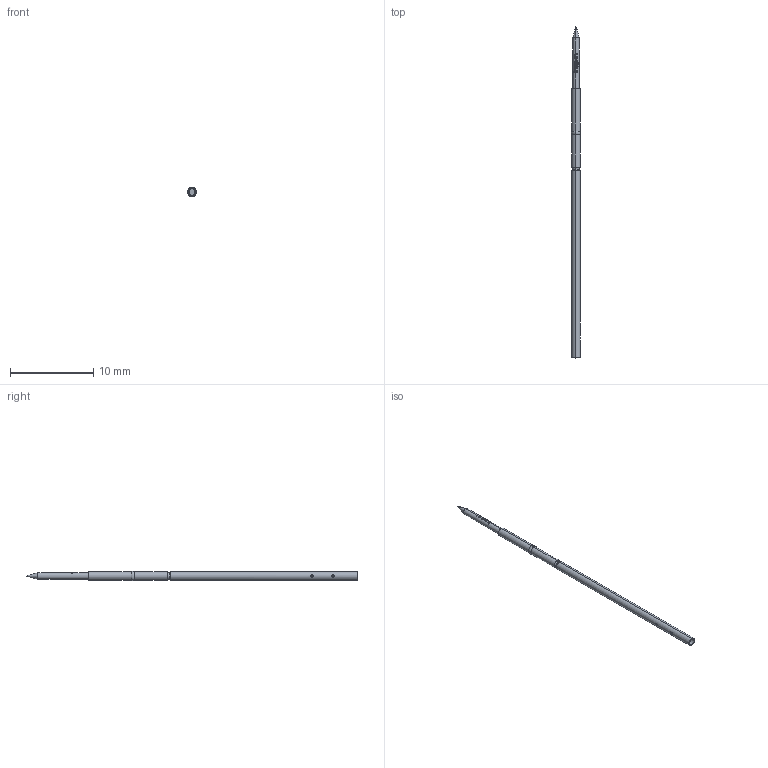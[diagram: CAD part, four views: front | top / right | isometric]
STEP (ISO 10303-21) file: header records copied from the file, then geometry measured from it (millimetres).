
FILE_DESCRIPTION (( 'STEP AP203' ), '1' );
FILE_NAME ('INGUN_GKS-181_351_080_A_xx05.STEP', '2022-01-26T13:23:19', ( 'ochi' ), ( '' ), 'SwSTEP 2.0', 'SolidWorks 2018', '' );
FILE_SCHEMA (( 'CONFIG_CONTROL_DESIGN' ));
Length unit declared in the file: millimetre
Products named in the file (1): INGUN_GKS-181_351_080_A_xx05
Bounding box: 1.09 x 39.8 x 1.1 mm (x, y, z)
Volume: 25.6 mm3; surface area: 132.6 mm2
Topology: 1 solids, 1 shells, 128 faces, 338 edges, 221 vertices
Faces by surface type: bspline 44, plane 39, cylinder 29, cone 6, torus 6, sphere 4
Entity records: 6908 total; most frequent: CARTESIAN_POINT 4253, ORIENTED_EDGE 672, EDGE_CURVE 336, DIRECTION 316, B_SPLINE_CURVE_WITH_KNOTS 246, VERTEX_POINT 221, AXIS2_PLACEMENT_3D 141, EDGE_LOOP 139
